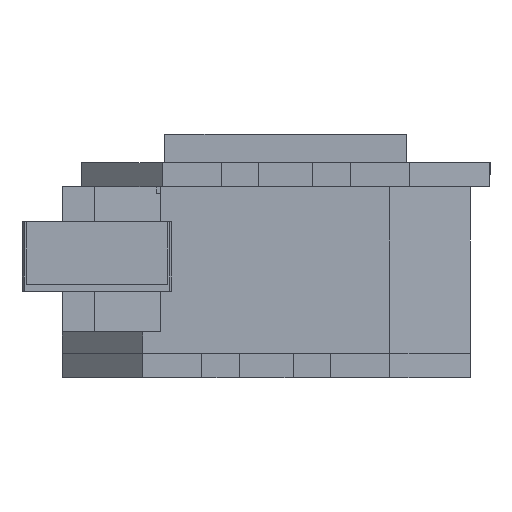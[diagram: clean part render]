
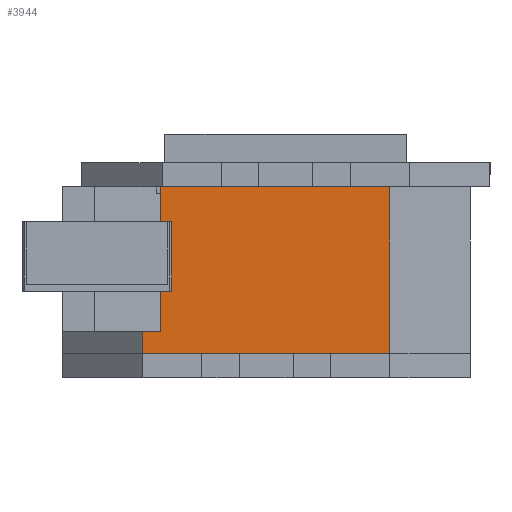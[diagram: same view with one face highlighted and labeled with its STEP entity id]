
A CAD part, left-side view. The second image highlights one B-rep face of the part: STEP entity #3944.
In plain terms, the highlighted face is planar.
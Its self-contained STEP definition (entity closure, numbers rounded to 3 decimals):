
#113 = VERTEX_POINT ( 'NONE', #2723 ) ;
#626 = CARTESIAN_POINT ( 'NONE',  ( 104., -23., 31. ) ) ;
#812 = ORIENTED_EDGE ( 'NONE', *, *, #4105, .T. ) ;
#886 = VERTEX_POINT ( 'NONE', #4739 ) ;
#1331 = DIRECTION ( 'NONE',  ( 0., 1., 0. ) ) ;
#1411 = CARTESIAN_POINT ( 'NONE',  ( 104., -19.736, 31. ) ) ;
#1473 = VERTEX_POINT ( 'NONE', #3269 ) ;
#1739 = DIRECTION ( 'NONE',  ( 0., -1., 0. ) ) ;
#1820 = VECTOR ( 'NONE', #1331, 1000. ) ;
#2002 = LINE ( 'NONE', #5919, #4300 ) ;
#2073 = LINE ( 'NONE', #2511, #3432 ) ;
#2358 = CARTESIAN_POINT ( 'NONE',  ( 104., -23., 4. ) ) ;
#2362 = VERTEX_POINT ( 'NONE', #1411 ) ;
#2464 = DIRECTION ( 'NONE',  ( 0., 0., -1. ) ) ;
#2465 = LINE ( 'NONE', #626, #4162 ) ;
#2511 = CARTESIAN_POINT ( 'NONE',  ( 104., -19.736, 31. ) ) ;
#2541 = ORIENTED_EDGE ( 'NONE', *, *, #5815, .T. ) ;
#2545 = DIRECTION ( 'NONE',  ( 0., 0., 1. ) ) ;
#2606 = VERTEX_POINT ( 'NONE', #4777 ) ;
#2626 = LINE ( 'NONE', #2693, #6095 ) ;
#2693 = CARTESIAN_POINT ( 'NONE',  ( 104., -23., 31. ) ) ;
#2713 = ORIENTED_EDGE ( 'NONE', *, *, #5731, .F. ) ;
#2723 = CARTESIAN_POINT ( 'NONE',  ( 104., -23., 4. ) ) ;
#3121 = EDGE_CURVE ( 'NONE', #6164, #2606, #2002, .T. ) ;
#3269 = CARTESIAN_POINT ( 'NONE',  ( 104., -19.736, 4. ) ) ;
#3278 = LINE ( 'NONE', #4201, #1820 ) ;
#3288 = DIRECTION ( 'NONE',  ( 0., -1., 0. ) ) ;
#3432 = VECTOR ( 'NONE', #2545, 1000. ) ;
#3570 = CARTESIAN_POINT ( 'NONE',  ( 104., 23., 31. ) ) ;
#3608 = EDGE_CURVE ( 'NONE', #1473, #113, #6273, .T. ) ;
#3645 = FACE_OUTER_BOUND ( 'NONE', #3904, .T. ) ;
#3723 = ORIENTED_EDGE ( 'NONE', *, *, #3608, .T. ) ;
#3904 = EDGE_LOOP ( 'NONE', ( #5237, #3723, #812, #2541, #5071, #2713 ) ) ;
#3924 = AXIS2_PLACEMENT_3D ( 'NONE', #4161, #6126, #1739 ) ;
#3944 = ADVANCED_FACE ( 'NONE', ( #3645 ), #5090, .F. ) ;
#4105 = EDGE_CURVE ( 'NONE', #113, #886, #2626, .T. ) ;
#4161 = CARTESIAN_POINT ( 'NONE',  ( 104., -23., 31. ) ) ;
#4162 = VECTOR ( 'NONE', #4970, 1000. ) ;
#4201 = CARTESIAN_POINT ( 'NONE',  ( 104., -23., 0. ) ) ;
#4300 = VECTOR ( 'NONE', #2464, 1000. ) ;
#4378 = EDGE_CURVE ( 'NONE', #1473, #2362, #2073, .T. ) ;
#4631 = DIRECTION ( 'NONE',  ( 0., 0., -1. ) ) ;
#4735 = VECTOR ( 'NONE', #3288, 1000. ) ;
#4739 = CARTESIAN_POINT ( 'NONE',  ( 104., -23., 0. ) ) ;
#4777 = CARTESIAN_POINT ( 'NONE',  ( 104., 23., 0. ) ) ;
#4970 = DIRECTION ( 'NONE',  ( 0., 1., 0. ) ) ;
#5071 = ORIENTED_EDGE ( 'NONE', *, *, #3121, .F. ) ;
#5090 = PLANE ( 'NONE',  #3924 ) ;
#5237 = ORIENTED_EDGE ( 'NONE', *, *, #4378, .F. ) ;
#5731 = EDGE_CURVE ( 'NONE', #2362, #6164, #2465, .T. ) ;
#5815 = EDGE_CURVE ( 'NONE', #886, #2606, #3278, .T. ) ;
#5919 = CARTESIAN_POINT ( 'NONE',  ( 104., 23., 31. ) ) ;
#6095 = VECTOR ( 'NONE', #4631, 1000. ) ;
#6126 = DIRECTION ( 'NONE',  ( -1., 0., 0. ) ) ;
#6164 = VERTEX_POINT ( 'NONE', #3570 ) ;
#6273 = LINE ( 'NONE', #2358, #4735 ) ;
